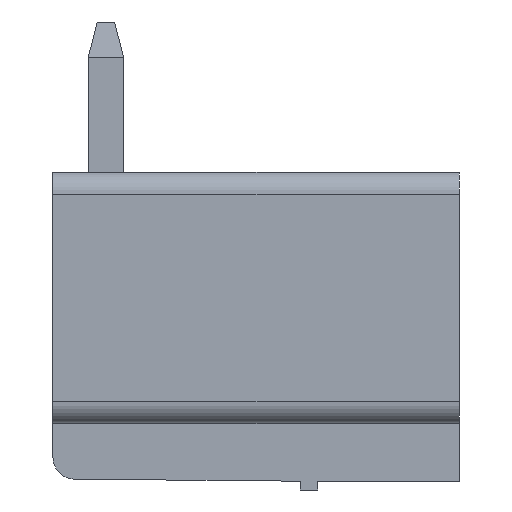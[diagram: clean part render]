
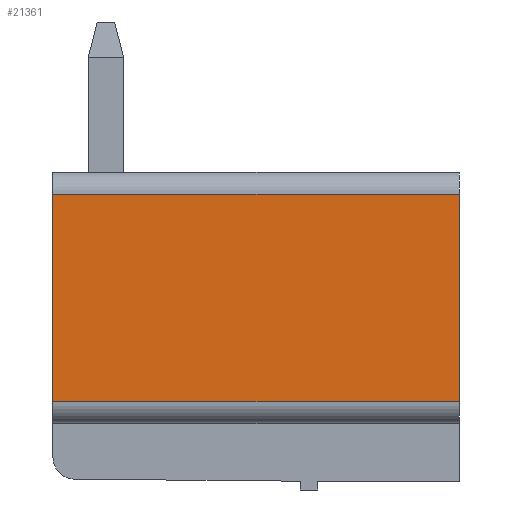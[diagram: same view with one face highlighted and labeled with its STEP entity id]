
A CAD part, left-side view. The second image highlights one B-rep face of the part: STEP entity #21361.
In plain terms, the highlighted planar face has unit normal (-1, 0, 0).
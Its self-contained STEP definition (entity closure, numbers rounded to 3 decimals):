
#6293=DIRECTION('',(0.,-1.,0.));
#6294=VECTOR('',#6293,9.2);
#6295=CARTESIAN_POINT('',(-4.7,9.2,1.8));
#6296=LINE('',#6295,#6294);
#6297=DIRECTION('',(0.,0.,-1.));
#6298=VECTOR('',#6297,4.7);
#6299=CARTESIAN_POINT('',(-4.7,9.2,6.5));
#6300=LINE('',#6299,#6298);
#6301=DIRECTION('',(0.,1.,0.));
#6302=VECTOR('',#6301,9.2);
#6303=CARTESIAN_POINT('',(-4.7,0.,6.5));
#6304=LINE('',#6303,#6302);
#6305=DIRECTION('',(0.,0.,1.));
#6306=VECTOR('',#6305,4.7);
#6307=CARTESIAN_POINT('',(-4.7,0.,1.8));
#6308=LINE('',#6307,#6306);
#13926=CARTESIAN_POINT('',(-4.7,0.,1.8));
#13928=VERTEX_POINT('',#13926);
#13932=CARTESIAN_POINT('',(-4.7,9.2,1.8));
#13933=VERTEX_POINT('',#13932);
#13934=CARTESIAN_POINT('',(-4.7,9.2,6.5));
#13936=VERTEX_POINT('',#13934);
#13940=CARTESIAN_POINT('',(-4.7,0.,6.5));
#13941=VERTEX_POINT('',#13940);
#21349=CARTESIAN_POINT('',(-4.7,0.,0.));
#21350=DIRECTION('',(-1.,0.,0.));
#21351=DIRECTION('',(0.,0.,1.));
#21352=AXIS2_PLACEMENT_3D('',#21349,#21350,#21351);
#21353=PLANE('',#21352);
#21354=ORIENTED_EDGE('',*,*,#21344,.F.);
#21355=ORIENTED_EDGE('',*,*,#18107,.F.);
#21357=ORIENTED_EDGE('',*,*,#21356,.F.);
#21358=ORIENTED_EDGE('',*,*,#16336,.F.);
#21359=EDGE_LOOP('',(#21354,#21355,#21357,#21358));
#21360=FACE_OUTER_BOUND('',#21359,.F.);
#21361=ADVANCED_FACE('',(#21360),#21353,.T.);
#16336=EDGE_CURVE('',#13928,#13941,#6308,.T.);
#18107=EDGE_CURVE('',#13936,#13933,#6300,.T.);
#21344=EDGE_CURVE('',#13933,#13928,#6296,.T.);
#21356=EDGE_CURVE('',#13941,#13936,#6304,.T.);
